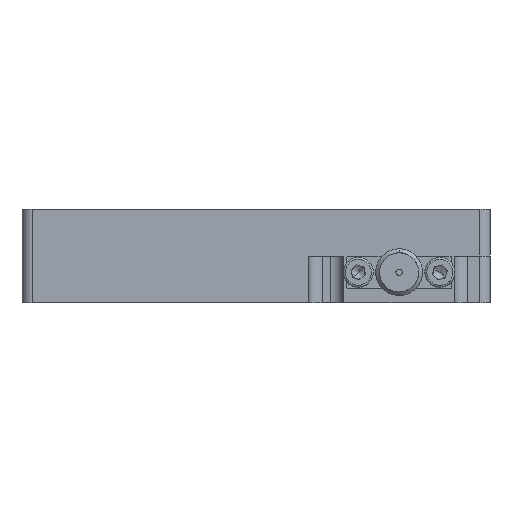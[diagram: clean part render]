
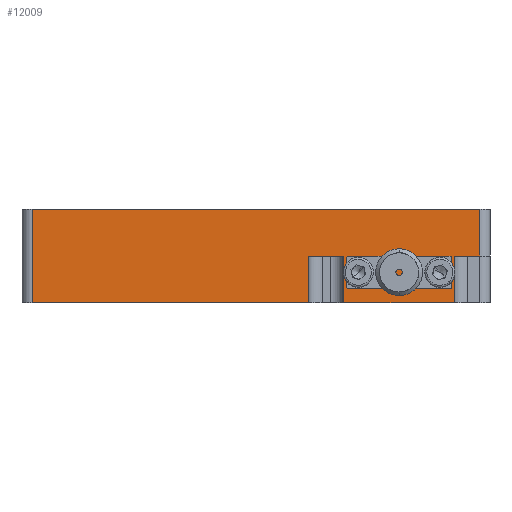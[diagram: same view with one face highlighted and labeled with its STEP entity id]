
A CAD part, left-side view. The second image highlights one B-rep face of the part: STEP entity #12009.
In plain terms, the highlighted planar face has unit normal (-1, 0, 0).
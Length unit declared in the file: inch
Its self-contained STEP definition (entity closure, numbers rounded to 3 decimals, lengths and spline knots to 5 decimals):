
#414 = FACE_BOUND ( 'NONE', #10667, .T. ) ;
#699 = EDGE_CURVE ( 'NONE', #7078, #7843, #6067, .T. ) ;
#905 = LINE ( 'NONE', #5668, #11143 ) ;
#913 = CARTESIAN_POINT ( 'NONE',  ( -3.37393, -0.51904, -1.57185 ) ) ;
#939 = VECTOR ( 'NONE', #7995, 39.37008 ) ;
#1004 = CARTESIAN_POINT ( 'NONE',  ( -3.37393, -0.2277, -1.79134 ) ) ;
#1234 = VERTEX_POINT ( 'NONE', #9809 ) ;
#1364 = CARTESIAN_POINT ( 'NONE',  ( -3.37393, -0.43243, -1.51575 ) ) ;
#1374 = DIRECTION ( 'NONE',  ( 1., 0., 0. ) ) ;
#1398 = LINE ( 'NONE', #1467, #2243 ) ;
#1467 = CARTESIAN_POINT ( 'NONE',  ( -3.37393, -1.29463, -1.79134 ) ) ;
#1629 = CARTESIAN_POINT ( 'NONE',  ( -3.37393, 1.40222, -1.79134 ) ) ;
#1741 = CARTESIAN_POINT ( 'NONE',  ( -3.37393, -0.2277, -1.51575 ) ) ;
#1760 = CARTESIAN_POINT ( 'NONE',  ( -3.37393, 1.40222, -1.79134 ) ) ;
#1818 = EDGE_CURVE ( 'NONE', #3986, #10892, #7942, .T. ) ;
#1855 = CARTESIAN_POINT ( 'NONE',  ( -3.37393, -0.99936, -1.6122 ) ) ;
#2027 = VECTOR ( 'NONE', #5025, 39.37008 ) ;
#2153 = AXIS2_PLACEMENT_3D ( 'NONE', #9871, #1374, #2638 ) ;
#2200 = VERTEX_POINT ( 'NONE', #14354 ) ;
#2243 = VECTOR ( 'NONE', #2807, 39.37008 ) ;
#2337 = EDGE_CURVE ( 'NONE', #7128, #9371, #6760, .T. ) ;
#2638 = DIRECTION ( 'NONE',  ( 0., 0., -1. ) ) ;
#2807 = DIRECTION ( 'NONE',  ( 0., 1., 0. ) ) ;
#3011 = DIRECTION ( 'NONE',  ( -1., 0., 0. ) ) ;
#3067 = DIRECTION ( 'NONE',  ( 0., 0., 1. ) ) ;
#3092 = EDGE_CURVE ( 'NONE', #11140, #2200, #10257, .T. ) ;
#3261 = DIRECTION ( 'NONE',  ( 0., 1., 0. ) ) ;
#3326 = DIRECTION ( 'NONE',  ( 0., 0., -1. ) ) ;
#3470 = CARTESIAN_POINT ( 'NONE',  ( -3.37393, -1.29463, -1.51575 ) ) ;
#3614 = VERTEX_POINT ( 'NONE', #1741 ) ;
#3657 = CARTESIAN_POINT ( 'NONE',  ( -3.37393, -1.23558, -1.51575 ) ) ;
#3711 = VERTEX_POINT ( 'NONE', #8062 ) ;
#3904 = CARTESIAN_POINT ( 'NONE',  ( -3.37393, -1.08597, -1.51575 ) ) ;
#3986 = VERTEX_POINT ( 'NONE', #1004 ) ;
#4015 = DIRECTION ( 'NONE',  ( 0., 0., 1. ) ) ;
#4195 = EDGE_LOOP ( 'NONE', ( #14647, #7150, #12111, #7571, #14989, #14087, #5637, #9543, #12992, #14039 ) ) ;
#4515 = CARTESIAN_POINT ( 'NONE',  ( -3.37393, -1.23558, -1.24016 ) ) ;
#4555 = VECTOR ( 'NONE', #12602, 39.37008 ) ;
#4644 = CARTESIAN_POINT ( 'NONE',  ( -3.37393, -1.08597, -1.79134 ) ) ;
#4681 = CARTESIAN_POINT ( 'NONE',  ( -3.37393, -0.99936, -1.57185 ) ) ;
#4764 = CARTESIAN_POINT ( 'NONE',  ( -3.37393, -1.29463, -1.24016 ) ) ;
#4805 = VECTOR ( 'NONE', #9715, 39.37008 ) ;
#5025 = DIRECTION ( 'NONE',  ( 0., 0., -1. ) ) ;
#5035 = FACE_OUTER_BOUND ( 'NONE', #4195, .T. ) ;
#5253 = ORIENTED_EDGE ( 'NONE', *, *, #8850, .F. ) ;
#5261 = DIRECTION ( 'NONE',  ( 0., 1., 0. ) ) ;
#5267 = CIRCLE ( 'NONE', #13038, 0.04035 ) ;
#5328 = CARTESIAN_POINT ( 'NONE',  ( -3.37393, -1.29463, -1.51575 ) ) ;
#5637 = ORIENTED_EDGE ( 'NONE', *, *, #14615, .F. ) ;
#5668 = CARTESIAN_POINT ( 'NONE',  ( -3.37393, -1.08597, -1.51575 ) ) ;
#5729 = EDGE_CURVE ( 'NONE', #9371, #7304, #905, .T. ) ;
#6067 = LINE ( 'NONE', #1364, #2027 ) ;
#6296 = EDGE_CURVE ( 'NONE', #10892, #1234, #13605, .T. ) ;
#6329 = AXIS2_PLACEMENT_3D ( 'NONE', #7603, #3011, #4015 ) ;
#6628 = DIRECTION ( 'NONE',  ( -1., 0., 0. ) ) ;
#6760 = LINE ( 'NONE', #5328, #13051 ) ;
#7057 = VERTEX_POINT ( 'NONE', #4515 ) ;
#7078 = VERTEX_POINT ( 'NONE', #10465 ) ;
#7128 = VERTEX_POINT ( 'NONE', #3657 ) ;
#7150 = ORIENTED_EDGE ( 'NONE', *, *, #2337, .F. ) ;
#7304 = VERTEX_POINT ( 'NONE', #4644 ) ;
#7571 = ORIENTED_EDGE ( 'NONE', *, *, #11529, .T. ) ;
#7603 = CARTESIAN_POINT ( 'NONE',  ( -3.37393, -0.51904, -1.6122 ) ) ;
#7843 = VERTEX_POINT ( 'NONE', #12149 ) ;
#7942 = LINE ( 'NONE', #14915, #13603 ) ;
#7975 = CARTESIAN_POINT ( 'NONE',  ( -3.37393, -0.51904, -1.6122 ) ) ;
#7995 = DIRECTION ( 'NONE',  ( 0., 1., 0. ) ) ;
#8062 = CARTESIAN_POINT ( 'NONE',  ( -3.37393, -0.51904, -1.65256 ) ) ;
#8095 = VERTEX_POINT ( 'NONE', #913 ) ;
#8588 = ORIENTED_EDGE ( 'NONE', *, *, #14659, .F. ) ;
#8850 = EDGE_CURVE ( 'NONE', #2200, #11140, #9190, .T. ) ;
#8885 = DIRECTION ( 'NONE',  ( 0., 0., 1. ) ) ;
#8974 = VECTOR ( 'NONE', #11800, 39.37008 ) ;
#9117 = EDGE_CURVE ( 'NONE', #7128, #7057, #14876, .T. ) ;
#9190 = CIRCLE ( 'NONE', #14224, 0.04035 ) ;
#9371 = VERTEX_POINT ( 'NONE', #3904 ) ;
#9543 = ORIENTED_EDGE ( 'NONE', *, *, #10239, .F. ) ;
#9715 = DIRECTION ( 'NONE',  ( 0., 0., -1. ) ) ;
#9809 = CARTESIAN_POINT ( 'NONE',  ( -3.37393, 1.40222, -1.24016 ) ) ;
#9871 = CARTESIAN_POINT ( 'NONE',  ( -3.37393, -1.29463, -1.79134 ) ) ;
#10239 = EDGE_CURVE ( 'NONE', #7078, #3614, #10595, .T. ) ;
#10257 = CIRCLE ( 'NONE', #11535, 0.04035 ) ;
#10465 = CARTESIAN_POINT ( 'NONE',  ( -3.37393, -0.43243, -1.51575 ) ) ;
#10595 = LINE ( 'NONE', #3470, #8974 ) ;
#10667 = EDGE_LOOP ( 'NONE', ( #14313, #5253 ) ) ;
#10892 = VERTEX_POINT ( 'NONE', #1760 ) ;
#11140 = VERTEX_POINT ( 'NONE', #4681 ) ;
#11143 = VECTOR ( 'NONE', #3326, 39.37008 ) ;
#11327 = CIRCLE ( 'NONE', #6329, 0.04035 ) ;
#11417 = DIRECTION ( 'NONE',  ( 0., 0., 1. ) ) ;
#11427 = DIRECTION ( 'NONE',  ( 0., 0., 1. ) ) ;
#11501 = CARTESIAN_POINT ( 'NONE',  ( -3.37393, -0.99936, -1.6122 ) ) ;
#11529 = EDGE_CURVE ( 'NONE', #7057, #1234, #14328, .T. ) ;
#11535 = AXIS2_PLACEMENT_3D ( 'NONE', #11501, #14842, #11427 ) ;
#11800 = DIRECTION ( 'NONE',  ( 0., 1., 0. ) ) ;
#12009 = ADVANCED_FACE ( 'NONE', ( #414, #13416, #5035 ), #12198, .F. ) ;
#12111 = ORIENTED_EDGE ( 'NONE', *, *, #9117, .T. ) ;
#12149 = CARTESIAN_POINT ( 'NONE',  ( -3.37393, -0.43243, -1.79134 ) ) ;
#12198 = PLANE ( 'NONE',  #2153 ) ;
#12296 = EDGE_LOOP ( 'NONE', ( #13144, #8588 ) ) ;
#12602 = DIRECTION ( 'NONE',  ( 0., 0., 1. ) ) ;
#12848 = DIRECTION ( 'NONE',  ( -1., 0., 0. ) ) ;
#12977 = VECTOR ( 'NONE', #8885, 39.37008 ) ;
#12992 = ORIENTED_EDGE ( 'NONE', *, *, #699, .T. ) ;
#13038 = AXIS2_PLACEMENT_3D ( 'NONE', #7975, #12848, #3067 ) ;
#13051 = VECTOR ( 'NONE', #5261, 39.37008 ) ;
#13144 = ORIENTED_EDGE ( 'NONE', *, *, #13946, .F. ) ;
#13416 = FACE_BOUND ( 'NONE', #12296, .T. ) ;
#13491 = LINE ( 'NONE', #14595, #4805 ) ;
#13603 = VECTOR ( 'NONE', #3261, 39.37008 ) ;
#13605 = LINE ( 'NONE', #1629, #4555 ) ;
#13946 = EDGE_CURVE ( 'NONE', #8095, #3711, #5267, .T. ) ;
#14039 = ORIENTED_EDGE ( 'NONE', *, *, #15157, .F. ) ;
#14087 = ORIENTED_EDGE ( 'NONE', *, *, #1818, .F. ) ;
#14224 = AXIS2_PLACEMENT_3D ( 'NONE', #1855, #6628, #11417 ) ;
#14313 = ORIENTED_EDGE ( 'NONE', *, *, #3092, .F. ) ;
#14328 = LINE ( 'NONE', #4764, #939 ) ;
#14354 = CARTESIAN_POINT ( 'NONE',  ( -3.37393, -0.99936, -1.65256 ) ) ;
#14595 = CARTESIAN_POINT ( 'NONE',  ( -3.37393, -0.2277, -1.51575 ) ) ;
#14615 = EDGE_CURVE ( 'NONE', #3614, #3986, #13491, .T. ) ;
#14647 = ORIENTED_EDGE ( 'NONE', *, *, #5729, .F. ) ;
#14652 = CARTESIAN_POINT ( 'NONE',  ( -3.37393, -1.23558, -1.79134 ) ) ;
#14659 = EDGE_CURVE ( 'NONE', #3711, #8095, #11327, .T. ) ;
#14842 = DIRECTION ( 'NONE',  ( -1., 0., 0. ) ) ;
#14876 = LINE ( 'NONE', #14652, #12977 ) ;
#14915 = CARTESIAN_POINT ( 'NONE',  ( -3.37393, -1.29463, -1.79134 ) ) ;
#14989 = ORIENTED_EDGE ( 'NONE', *, *, #6296, .F. ) ;
#15157 = EDGE_CURVE ( 'NONE', #7304, #7843, #1398, .T. ) ;
